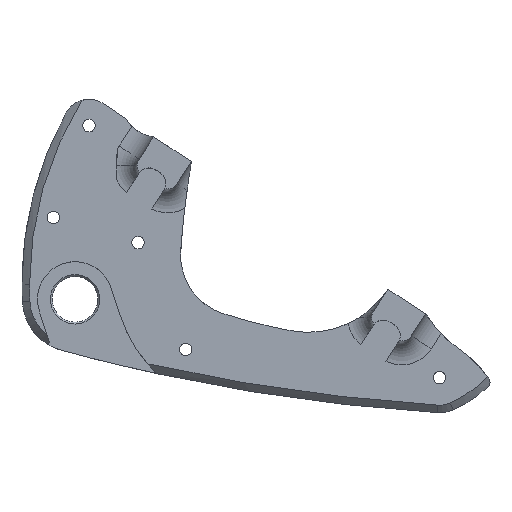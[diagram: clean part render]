
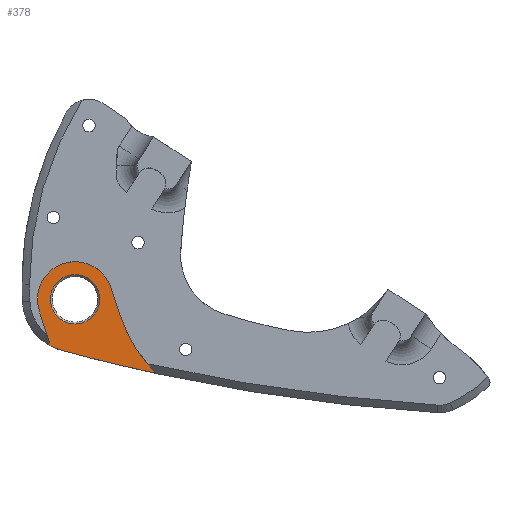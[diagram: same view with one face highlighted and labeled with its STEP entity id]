
A CAD part, top view. The second image highlights one B-rep face of the part: STEP entity #378.
In plain terms, the highlighted planar face has unit normal (0, 0, 1).
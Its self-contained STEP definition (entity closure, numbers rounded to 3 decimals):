
#8 = AXIS2_PLACEMENT_3D ( 'NONE', #820, #3532, #1220 ) ;
#9 = CIRCLE ( 'NONE', #8, 6.563 ) ;
#151 = VERTEX_POINT ( 'NONE', #2453 ) ;
#189 = FACE_BOUND ( 'NONE', #3476, .T. ) ;
#223 = CARTESIAN_POINT ( 'NONE',  ( 21.787, -19.734, -3.5 ) ) ;
#240 = ORIENTED_EDGE ( 'NONE', *, *, #860, .T. ) ;
#327 = AXIS2_PLACEMENT_3D ( 'NONE', #3070, #751, #3464 ) ;
#378 = ADVANCED_FACE ( 'NONE', ( #189, #1224 ), #3002, .T. ) ;
#390 = VERTEX_POINT ( 'NONE', #4828 ) ;
#423 = CARTESIAN_POINT ( 'NONE',  ( -9.511, -3.09, -3.5 ) ) ;
#466 = ORIENTED_EDGE ( 'NONE', *, *, #4760, .T. ) ;
#483 = EDGE_CURVE ( 'NONE', #4630, #390, #2785, .T. ) ;
#543 = VERTEX_POINT ( 'NONE', #4510 ) ;
#635 = DIRECTION ( 'NONE',  ( 0., 0., -1. ) ) ;
#645 = ORIENTED_EDGE ( 'NONE', *, *, #1499, .T. ) ;
#707 = CARTESIAN_POINT ( 'NONE',  ( 49.716, 8.793, -3.5 ) ) ;
#744 = CARTESIAN_POINT ( 'NONE',  ( 21.541, -19.6, -3.5 ) ) ;
#751 = DIRECTION ( 'NONE',  ( 0., 0., -1. ) ) ;
#799 = ORIENTED_EDGE ( 'NONE', *, *, #1529, .F. ) ;
#806 = DIRECTION ( 'NONE',  ( 0.309, -0.951, 0. ) ) ;
#820 = CARTESIAN_POINT ( 'NONE',  ( 0., 0., -3.5 ) ) ;
#860 = EDGE_CURVE ( 'NONE', #151, #3479, #3084, .T. ) ;
#862 = EDGE_CURVE ( 'NONE', #390, #4630, #9, .T. ) ;
#942 = VERTEX_POINT ( 'NONE', #4706 ) ;
#1041 = EDGE_CURVE ( 'NONE', #2393, #2577, #2842, .T. ) ;
#1080 = DIRECTION ( 'NONE',  ( 0., 0., -1. ) ) ;
#1199 = CIRCLE ( 'NONE', #327, 0.5 ) ;
#1213 = ORIENTED_EDGE ( 'NONE', *, *, #483, .T. ) ;
#1220 = DIRECTION ( 'NONE',  ( 1., 0., 0. ) ) ;
#1224 = FACE_OUTER_BOUND ( 'NONE', #3645, .T. ) ;
#1230 = ORIENTED_EDGE ( 'NONE', *, *, #3459, .F. ) ;
#1307 = AXIS2_PLACEMENT_3D ( 'NONE', #1573, #4270, #1944 ) ;
#1311 = CARTESIAN_POINT ( 'NONE',  ( 9.511, 3.09, -3.5 ) ) ;
#1345 = CARTESIAN_POINT ( 'NONE',  ( 49.716, 8.793, -3.5 ) ) ;
#1491 = VERTEX_POINT ( 'NONE', #1311 ) ;
#1499 = EDGE_CURVE ( 'NONE', #1491, #151, #2574, .T. ) ;
#1529 = EDGE_CURVE ( 'NONE', #942, #2577, #4511, .T. ) ;
#1565 = CARTESIAN_POINT ( 'NONE',  ( 9.511, 3.09, -3.5 ) ) ;
#1573 = CARTESIAN_POINT ( 'NONE',  ( 21.893, -19.245, -3.5 ) ) ;
#1597 = CIRCLE ( 'NONE', #3545, 500. ) ;
#1658 = ORIENTED_EDGE ( 'NONE', *, *, #1041, .T. ) ;
#1674 = DIRECTION ( 'NONE',  ( 0., 0., -1. ) ) ;
#1726 = VECTOR ( 'NONE', #2714, 1000. ) ;
#1727 = DIRECTION ( 'NONE',  ( 1., 0., 0. ) ) ;
#1805 = AXIS2_PLACEMENT_3D ( 'NONE', #3978, #1674, #4381 ) ;
#1807 = EDGE_CURVE ( 'NONE', #2393, #3892, #1597, .T. ) ;
#1845 = EDGE_CURVE ( 'NONE', #1491, #942, #4701, .T. ) ;
#1871 = CARTESIAN_POINT ( 'NONE',  ( 127.748, 468.91, -3.5 ) ) ;
#1932 = AXIS2_PLACEMENT_3D ( 'NONE', #3388, #1080, #3773 ) ;
#1944 = DIRECTION ( 'NONE',  ( 1., 0., 0. ) ) ;
#2074 = CARTESIAN_POINT ( 'NONE',  ( -6.888, -11.16, -3.5 ) ) ;
#2090 = DIRECTION ( 'NONE',  ( 0., 0., 1. ) ) ;
#2153 = ORIENTED_EDGE ( 'NONE', *, *, #862, .T. ) ;
#2269 = DIRECTION ( 'NONE',  ( 1., 0., 0. ) ) ;
#2393 = VERTEX_POINT ( 'NONE', #223 ) ;
#2453 = CARTESIAN_POINT ( 'NONE',  ( -9.511, -3.09, -3.5 ) ) ;
#2574 = CIRCLE ( 'NONE', #3538, 10. ) ;
#2577 = VERTEX_POINT ( 'NONE', #744 ) ;
#2670 = ORIENTED_EDGE ( 'NONE', *, *, #1845, .F. ) ;
#2714 = DIRECTION ( 'NONE',  ( 0.309, -0.951, 0. ) ) ;
#2785 = CIRCLE ( 'NONE', #4953, 6.563 ) ;
#2842 = CIRCLE ( 'NONE', #1307, 0.5 ) ;
#2952 = CARTESIAN_POINT ( 'NONE',  ( 0., 0., -3.5 ) ) ;
#3002 = PLANE ( 'NONE',  #4692 ) ;
#3070 = CARTESIAN_POINT ( 'NONE',  ( -7.364, -11.315, -3.5 ) ) ;
#3084 = LINE ( 'NONE', #423, #3981 ) ;
#3336 = DIRECTION ( 'NONE',  ( 1., 0., 0. ) ) ;
#3388 = CARTESIAN_POINT ( 'NONE',  ( -7.364, -11.315, -3.5 ) ) ;
#3394 = AXIS2_PLACEMENT_3D ( 'NONE', #1345, #4028, #1727 ) ;
#3406 = CARTESIAN_POINT ( 'NONE',  ( -3.68, -13.508, -3.5 ) ) ;
#3410 = DIRECTION ( 'NONE',  ( 1., 0., 0. ) ) ;
#3459 = EDGE_CURVE ( 'NONE', #3892, #543, #3971, .T. ) ;
#3464 = DIRECTION ( 'NONE',  ( 1., 0., 0. ) ) ;
#3476 = EDGE_LOOP ( 'NONE', ( #1213, #2153 ) ) ;
#3479 = VERTEX_POINT ( 'NONE', #2074 ) ;
#3496 = CARTESIAN_POINT ( 'NONE',  ( -6.864, -11.315, -3.5 ) ) ;
#3532 = DIRECTION ( 'NONE',  ( 0., 0., -1. ) ) ;
#3538 = AXIS2_PLACEMENT_3D ( 'NONE', #4417, #2090, #4808 ) ;
#3545 = AXIS2_PLACEMENT_3D ( 'NONE', #1871, #4596, #2269 ) ;
#3645 = EDGE_LOOP ( 'NONE', ( #3837, #1658, #799, #2670, #645, #240, #466, #4907, #1230 ) ) ;
#3773 = DIRECTION ( 'NONE',  ( 1., 0., 0. ) ) ;
#3775 = DIRECTION ( 'NONE',  ( 0., 0., 1. ) ) ;
#3799 = CIRCLE ( 'NONE', #1932, 0.5 ) ;
#3837 = ORIENTED_EDGE ( 'NONE', *, *, #1807, .F. ) ;
#3892 = VERTEX_POINT ( 'NONE', #3406 ) ;
#3971 = CIRCLE ( 'NONE', #1805, 14. ) ;
#3978 = CARTESIAN_POINT ( 'NONE',  ( 0., 0., -3.5 ) ) ;
#3981 = VECTOR ( 'NONE', #806, 1000. ) ;
#4010 = EDGE_CURVE ( 'NONE', #4994, #543, #1199, .T. ) ;
#4028 = DIRECTION ( 'NONE',  ( 0., 0., 1. ) ) ;
#4041 = CARTESIAN_POINT ( 'NONE',  ( 6.563, 0., -3.5 ) ) ;
#4270 = DIRECTION ( 'NONE',  ( 0., 0., -1. ) ) ;
#4381 = DIRECTION ( 'NONE',  ( 1., 0., 0. ) ) ;
#4417 = CARTESIAN_POINT ( 'NONE',  ( 0., 0., -3.5 ) ) ;
#4510 = CARTESIAN_POINT ( 'NONE',  ( -7.637, -11.734, -3.5 ) ) ;
#4511 = CIRCLE ( 'NONE', #3394, 40. ) ;
#4596 = DIRECTION ( 'NONE',  ( 0., 0., -1. ) ) ;
#4630 = VERTEX_POINT ( 'NONE', #4041 ) ;
#4692 = AXIS2_PLACEMENT_3D ( 'NONE', #707, #3775, #3410 ) ;
#4701 = LINE ( 'NONE', #1565, #1726 ) ;
#4706 = CARTESIAN_POINT ( 'NONE',  ( 11.674, -3.567, -3.5 ) ) ;
#4760 = EDGE_CURVE ( 'NONE', #3479, #4994, #3799, .T. ) ;
#4808 = DIRECTION ( 'NONE',  ( 1., 0., 0. ) ) ;
#4828 = CARTESIAN_POINT ( 'NONE',  ( -6.563, 0., -3.5 ) ) ;
#4907 = ORIENTED_EDGE ( 'NONE', *, *, #4010, .T. ) ;
#4953 = AXIS2_PLACEMENT_3D ( 'NONE', #2952, #635, #3336 ) ;
#4994 = VERTEX_POINT ( 'NONE', #3496 ) ;
